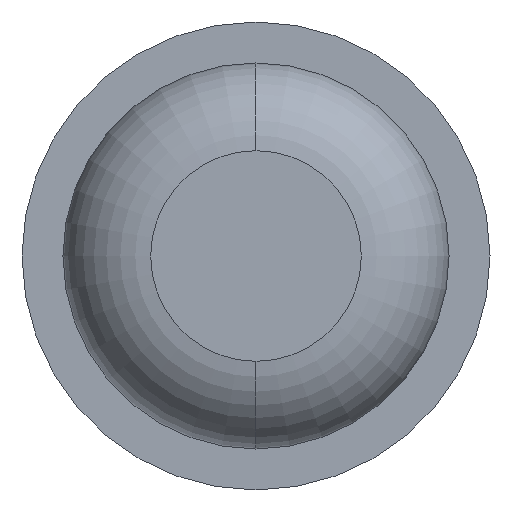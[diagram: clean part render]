
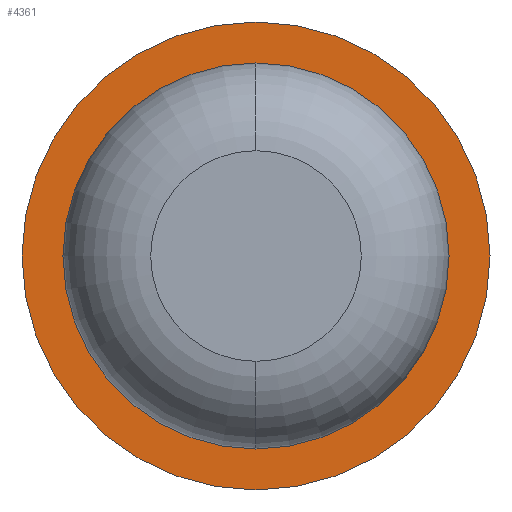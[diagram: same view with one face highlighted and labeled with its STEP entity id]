
A CAD part, front view. The second image highlights one B-rep face of the part: STEP entity #4361.
In plain terms, the highlighted planar face has unit normal (0, -1, 0).
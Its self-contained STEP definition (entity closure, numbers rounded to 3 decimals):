
#2 = PLANE ( 'NONE',  #682 ) ;
#68 = CARTESIAN_POINT ( 'NONE',  ( 1., -9., 0. ) ) ;
#185 = AXIS2_PLACEMENT_3D ( 'NONE', #998, #3075, #3401 ) ;
#242 = CARTESIAN_POINT ( 'NONE',  ( 0., -9., -0.825 ) ) ;
#548 = EDGE_CURVE ( 'Defeature ausgef�hrt1_36+Defeature ausgef�hrt1_35+Defeature ausgef�hrt1_35+Defeature ausgef�hrt1_35', #3178, #2500, #2113, .T. ) ;
#585 = ORIENTED_EDGE ( 'NONE', *, *, #3577, .T. ) ;
#682 = AXIS2_PLACEMENT_3D ( 'NONE', #3375, #4098, #1333 ) ;
#755 = ORIENTED_EDGE ( 'NONE', *, *, #3523, .T. ) ;
#998 = CARTESIAN_POINT ( 'NONE',  ( 0., -9., 0. ) ) ;
#1184 = VERTEX_POINT ( 'NONE', #3913 ) ;
#1333 = DIRECTION ( 'NONE',  ( -1., 0., 0. ) ) ;
#1339 = AXIS2_PLACEMENT_3D ( 'NONE', #4465, #2728, #3783 ) ;
#1547 = CIRCLE ( 'NONE', #185, 1. ) ;
#1959 = CARTESIAN_POINT ( 'NONE',  ( 0., -9., 0. ) ) ;
#2003 = ORIENTED_EDGE ( 'NONE', *, *, #3573, .F. ) ;
#2113 = CIRCLE ( 'NONE', #2428, 1. ) ;
#2149 = FACE_BOUND ( 'NONE', #2556, .T. ) ;
#2190 = CARTESIAN_POINT ( 'NONE',  ( 0., -9., 0. ) ) ;
#2428 = AXIS2_PLACEMENT_3D ( 'NONE', #2190, #4239, #3910 ) ;
#2478 = ORIENTED_EDGE ( 'NONE', *, *, #548, .F. ) ;
#2500 = VERTEX_POINT ( 'NONE', #68 ) ;
#2556 = EDGE_LOOP ( 'NONE', ( #755, #585 ) ) ;
#2624 = EDGE_LOOP ( 'NONE', ( #2478, #2003 ) ) ;
#2689 = VERTEX_POINT ( 'NONE', #242 ) ;
#2728 = DIRECTION ( 'NONE',  ( 0., 1., 0. ) ) ;
#2865 = CIRCLE ( 'NONE', #4213, 0.825 ) ;
#3075 = DIRECTION ( 'NONE',  ( 0., 1., 0. ) ) ;
#3178 = VERTEX_POINT ( 'NONE', #3491 ) ;
#3375 = CARTESIAN_POINT ( 'NONE',  ( 0.825, -9., 0. ) ) ;
#3401 = DIRECTION ( 'NONE',  ( -1., 0., 0. ) ) ;
#3491 = CARTESIAN_POINT ( 'NONE',  ( -1., -9., 0. ) ) ;
#3523 = EDGE_CURVE ( 'Defeature ausgef�hrt1_35+Defeature ausgef�hrt1_31+Defeature ausgef�hrt1_31+Defeature ausgef�hrt1_31', #1184, #2689, #2865, .T. ) ;
#3573 = EDGE_CURVE ( 'Defeature ausgef�hrt1_36+Defeature ausgef�hrt1_35+Defeature ausgef�hrt1_35+Defeature ausgef�hrt1_35', #2500, #3178, #1547, .T. ) ;
#3577 = EDGE_CURVE ( 'Defeature ausgef�hrt1_35+Defeature ausgef�hrt1_31+Defeature ausgef�hrt1_31+Defeature ausgef�hrt1_31', #2689, #1184, #3938, .T. ) ;
#3783 = DIRECTION ( 'NONE',  ( -1., 0., 0. ) ) ;
#3910 = DIRECTION ( 'NONE',  ( -1., 0., 0. ) ) ;
#3913 = CARTESIAN_POINT ( 'NONE',  ( 0., -9., 0.825 ) ) ;
#3938 = CIRCLE ( 'NONE', #1339, 0.825 ) ;
#4098 = DIRECTION ( 'NONE',  ( 0., 1., 0. ) ) ;
#4213 = AXIS2_PLACEMENT_3D ( 'NONE', #1959, #4396, #4378 ) ;
#4239 = DIRECTION ( 'NONE',  ( 0., 1., 0. ) ) ;
#4359 = FACE_OUTER_BOUND ( 'NONE', #2624, .T. ) ;
#4361 = ADVANCED_FACE ( 'Defeature ausgef�hrt1_35', ( #4359, #2149 ), #2, .F. ) ;
#4378 = DIRECTION ( 'NONE',  ( -1., 0., 0. ) ) ;
#4396 = DIRECTION ( 'NONE',  ( 0., 1., 0. ) ) ;
#4465 = CARTESIAN_POINT ( 'NONE',  ( 0., -9., 0. ) ) ;
